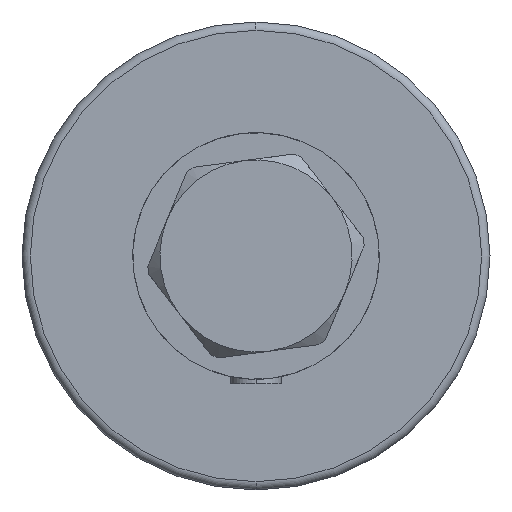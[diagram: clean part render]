
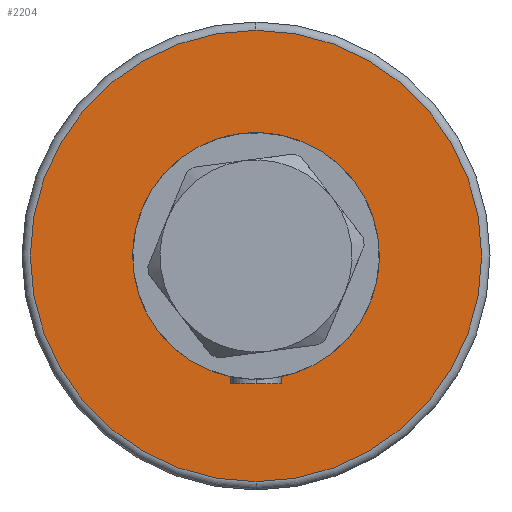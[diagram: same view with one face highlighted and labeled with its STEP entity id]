
A CAD part, left-side view. The second image highlights one B-rep face of the part: STEP entity #2204.
In plain terms, the highlighted face is planar.
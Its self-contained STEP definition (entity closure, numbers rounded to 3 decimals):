
#202 = ORIENTED_EDGE ( 'NONE', *, *, #488, .T. ) ;
#252 = FACE_BOUND ( 'NONE', #558, .T. ) ;
#327 = CIRCLE ( 'NONE', #1323, 24. ) ;
#398 = AXIS2_PLACEMENT_3D ( 'NONE', #5028, #3781, #1793 ) ;
#488 = EDGE_CURVE ( 'NONE', #4114, #4694, #736, .T. ) ;
#558 = EDGE_LOOP ( 'NONE', ( #776, #2488 ) ) ;
#599 = PLANE ( 'NONE',  #398 ) ;
#639 = CARTESIAN_POINT ( 'NONE',  ( 54., 0., 0. ) ) ;
#736 = CIRCLE ( 'NONE', #2639, 54. ) ;
#776 = ORIENTED_EDGE ( 'NONE', *, *, #3405, .T. ) ;
#1073 = FACE_OUTER_BOUND ( 'NONE', #1806, .T. ) ;
#1095 = AXIS2_PLACEMENT_3D ( 'NONE', #3549, #1598, #3915 ) ;
#1122 = VERTEX_POINT ( 'NONE', #2498 ) ;
#1175 = CARTESIAN_POINT ( 'NONE',  ( 0., 0., 0. ) ) ;
#1193 = DIRECTION ( 'NONE',  ( 1., 0., 0. ) ) ;
#1273 = CARTESIAN_POINT ( 'NONE',  ( -24., 0., 0. ) ) ;
#1323 = AXIS2_PLACEMENT_3D ( 'NONE', #1800, #3390, #3036 ) ;
#1415 = CIRCLE ( 'NONE', #1095, 54. ) ;
#1559 = EDGE_CURVE ( 'NONE', #3223, #1122, #2068, .T. ) ;
#1598 = DIRECTION ( 'NONE',  ( 0., 0., -1. ) ) ;
#1793 = DIRECTION ( 'NONE',  ( 1., 0., 0. ) ) ;
#1800 = CARTESIAN_POINT ( 'NONE',  ( 0., 0., 0. ) ) ;
#1806 = EDGE_LOOP ( 'NONE', ( #3895, #202 ) ) ;
#2068 = CIRCLE ( 'NONE', #4219, 24. ) ;
#2204 = ADVANCED_FACE ( 'NONE', ( #1073, #252 ), #599, .F. ) ;
#2488 = ORIENTED_EDGE ( 'NONE', *, *, #1559, .T. ) ;
#2498 = CARTESIAN_POINT ( 'NONE',  ( 24., 0., 0. ) ) ;
#2639 = AXIS2_PLACEMENT_3D ( 'NONE', #3117, #4305, #1193 ) ;
#3036 = DIRECTION ( 'NONE',  ( 1., 0., 0. ) ) ;
#3117 = CARTESIAN_POINT ( 'NONE',  ( 0., 0., 0. ) ) ;
#3223 = VERTEX_POINT ( 'NONE', #1273 ) ;
#3390 = DIRECTION ( 'NONE',  ( 0., 0., 1. ) ) ;
#3405 = EDGE_CURVE ( 'NONE', #1122, #3223, #327, .T. ) ;
#3549 = CARTESIAN_POINT ( 'NONE',  ( 0., 0., 0. ) ) ;
#3781 = DIRECTION ( 'NONE',  ( 0., 0., 1. ) ) ;
#3895 = ORIENTED_EDGE ( 'NONE', *, *, #3932, .T. ) ;
#3915 = DIRECTION ( 'NONE',  ( 1., 0., 0. ) ) ;
#3932 = EDGE_CURVE ( 'NONE', #4694, #4114, #1415, .T. ) ;
#4114 = VERTEX_POINT ( 'NONE', #4503 ) ;
#4219 = AXIS2_PLACEMENT_3D ( 'NONE', #1175, #4286, #4313 ) ;
#4286 = DIRECTION ( 'NONE',  ( 0., 0., 1. ) ) ;
#4305 = DIRECTION ( 'NONE',  ( 0., 0., -1. ) ) ;
#4313 = DIRECTION ( 'NONE',  ( 1., 0., 0. ) ) ;
#4503 = CARTESIAN_POINT ( 'NONE',  ( -54., 0., 0. ) ) ;
#4694 = VERTEX_POINT ( 'NONE', #639 ) ;
#5028 = CARTESIAN_POINT ( 'NONE',  ( 0., 0., 0. ) ) ;
